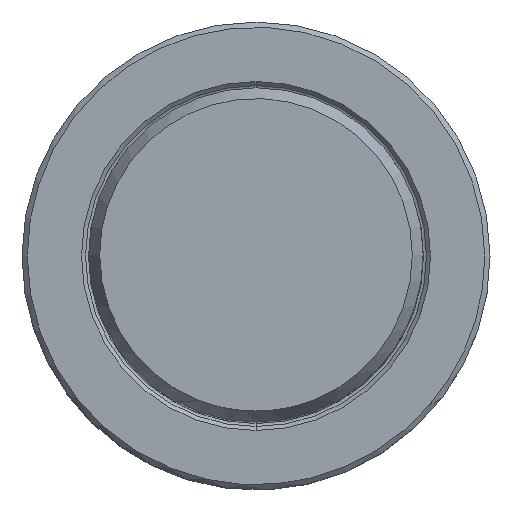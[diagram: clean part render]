
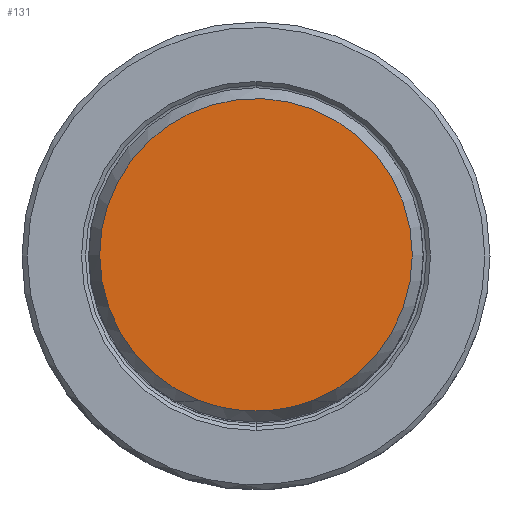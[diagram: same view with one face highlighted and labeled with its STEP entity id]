
A CAD part, top view. The second image highlights one B-rep face of the part: STEP entity #131.
In plain terms, the highlighted planar face has unit normal (0, 0, 1).
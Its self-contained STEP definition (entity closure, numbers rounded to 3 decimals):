
#40=PLANE('',#1224);
#131=ADVANCED_FACE('',(#213),#40,.F.);
#213=FACE_OUTER_BOUND('',#275,.T.);
#275=EDGE_LOOP('',(#443,#444,#445,#446,#447));
#443=ORIENTED_EDGE('',*,*,#746,.F.);
#444=ORIENTED_EDGE('',*,*,#747,.F.);
#445=ORIENTED_EDGE('',*,*,#748,.F.);
#446=ORIENTED_EDGE('',*,*,#749,.F.);
#447=ORIENTED_EDGE('',*,*,#750,.F.);
#629=VERTEX_POINT('',#2248);
#630=VERTEX_POINT('',#2249);
#631=VERTEX_POINT('',#2251);
#632=VERTEX_POINT('',#2253);
#633=VERTEX_POINT('',#2255);
#746=EDGE_CURVE('',#629,#630,#906,.T.);
#747=EDGE_CURVE('',#631,#629,#907,.T.);
#748=EDGE_CURVE('',#632,#631,#908,.T.);
#749=EDGE_CURVE('',#633,#632,#909,.T.);
#750=EDGE_CURVE('',#630,#633,#910,.T.);
#906=CIRCLE('',#1219,14.847);
#907=CIRCLE('',#1220,14.847);
#908=CIRCLE('',#1221,14.847);
#909=CIRCLE('',#1222,14.847);
#910=CIRCLE('',#1223,14.847);
#1219=AXIS2_PLACEMENT_3D('',#2247,#1473,#1474);
#1220=AXIS2_PLACEMENT_3D('',#2250,#1475,#1476);
#1221=AXIS2_PLACEMENT_3D('',#2252,#1477,#1478);
#1222=AXIS2_PLACEMENT_3D('',#2254,#1479,#1480);
#1223=AXIS2_PLACEMENT_3D('',#2256,#1481,#1482);
#1224=AXIS2_PLACEMENT_3D('',#2257,#1483,#1484);
#1473=DIRECTION('',(0.,0.,-1.));
#1474=DIRECTION('',(0.356,-0.935,0.));
#1475=DIRECTION('',(0.,0.,-1.));
#1476=DIRECTION('',(1.,0.,0.));
#1477=DIRECTION('',(0.,0.,-1.));
#1478=DIRECTION('',(0.356,0.935,0.));
#1479=DIRECTION('',(0.,0.,-1.));
#1480=DIRECTION('',(-1.,0.,0.));
#1481=DIRECTION('',(0.,0.,-1.));
#1482=DIRECTION('',(-0.356,-0.935,0.));
#1483=DIRECTION('',(0.,0.,-1.));
#1484=DIRECTION('',(-1.,0.,0.));
#2247=CARTESIAN_POINT('',(0.,0.,60.33));
#2248=CARTESIAN_POINT('',(5.284,-13.875,60.33));
#2249=CARTESIAN_POINT('',(-5.284,-13.875,60.33));
#2250=CARTESIAN_POINT('',(0.,0.,60.33));
#2251=CARTESIAN_POINT('',(14.847,0.,60.33));
#2252=CARTESIAN_POINT('',(0.,0.,60.33));
#2253=CARTESIAN_POINT('',(5.284,13.875,60.33));
#2254=CARTESIAN_POINT('',(0.,0.,60.33));
#2255=CARTESIAN_POINT('',(-14.847,0.,60.33));
#2256=CARTESIAN_POINT('',(0.,0.,60.33));
#2257=CARTESIAN_POINT('',(0.,0.,60.33));
